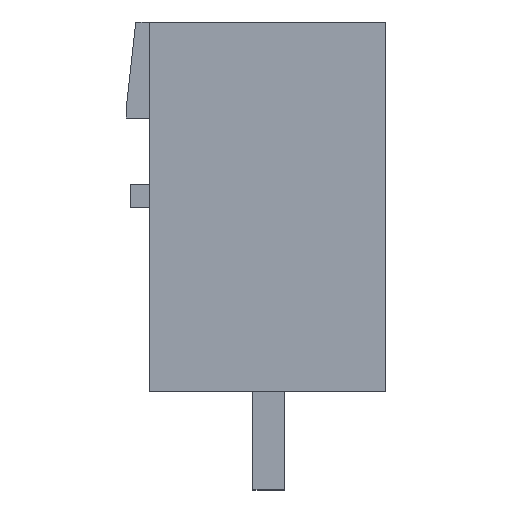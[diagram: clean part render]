
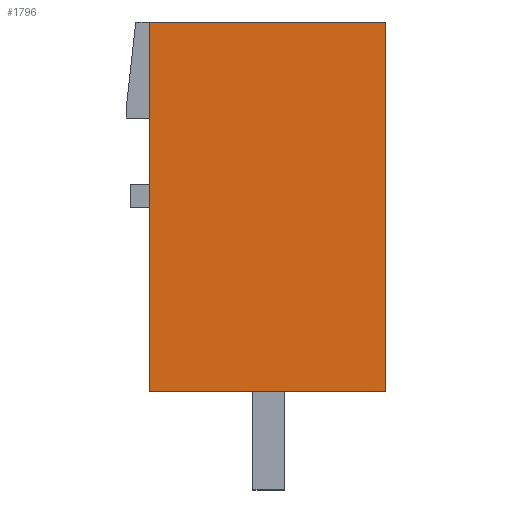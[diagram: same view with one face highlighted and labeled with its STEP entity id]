
A CAD part, left-side view. The second image highlights one B-rep face of the part: STEP entity #1796.
In plain terms, the highlighted planar face has unit normal (-1, 0, 0).
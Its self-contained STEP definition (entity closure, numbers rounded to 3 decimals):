
#1776=AXIS2_PLACEMENT_3D('Plane Axis2P3D',#1773,#1774,#1775) ;
#913=CARTESIAN_POINT('Vertex',(0.,0.,3.2)) ;
#916=CARTESIAN_POINT('Line Origine',(0.,3.84,3.2)) ;
#920=CARTESIAN_POINT('Vertex',(0.,7.68,3.2)) ;
#1357=CARTESIAN_POINT('Vertex',(0.,0.,15.2)) ;
#1360=CARTESIAN_POINT('Line Origine',(0.,0.,9.2)) ;
#1773=CARTESIAN_POINT('Axis2P3D Location',(0.,-1.5,3.2)) ;
#1778=CARTESIAN_POINT('Line Origine',(0.,7.68,9.2)) ;
#1782=CARTESIAN_POINT('Vertex',(0.,7.68,15.2)) ;
#1785=CARTESIAN_POINT('Line Origine',(0.,3.84,15.2)) ;
#917=DIRECTION('Vector Direction',(0.,-1.,0.)) ;
#1361=DIRECTION('Vector Direction',(0.,0.,-1.)) ;
#1774=DIRECTION('Axis2P3D Direction',(-1.,0.,0.)) ;
#1775=DIRECTION('Axis2P3D XDirection',(0.,0.,1.)) ;
#1779=DIRECTION('Vector Direction',(0.,0.,-1.)) ;
#1786=DIRECTION('Vector Direction',(0.,-1.,0.)) ;
#918=VECTOR('Line Direction',#917,1.) ;
#1362=VECTOR('Line Direction',#1361,1.) ;
#1780=VECTOR('Line Direction',#1779,1.) ;
#1787=VECTOR('Line Direction',#1786,1.) ;
#1791=ORIENTED_EDGE('',*,*,#1784,.T.) ;
#1792=ORIENTED_EDGE('',*,*,#922,.T.) ;
#1793=ORIENTED_EDGE('',*,*,#1364,.T.) ;
#1794=ORIENTED_EDGE('',*,*,#1789,.T.) ;
#1796=ADVANCED_FACE('HOUSING',(#1795),#1777,.T.) ;
#922=EDGE_CURVE('',#921,#914,#919,.T.) ;
#1364=EDGE_CURVE('',#914,#1358,#1363,.F.) ;
#1784=EDGE_CURVE('',#1783,#921,#1781,.T.) ;
#1789=EDGE_CURVE('',#1358,#1783,#1788,.F.) ;
#1790=EDGE_LOOP('',(#1791,#1792,#1793,#1794)) ;
#1795=FACE_OUTER_BOUND('',#1790,.T.) ;
#919=LINE('Line',#916,#918) ;
#1363=LINE('Line',#1360,#1362) ;
#1781=LINE('Line',#1778,#1780) ;
#1788=LINE('Line',#1785,#1787) ;
#1777=PLANE('',#1776) ;
#914=VERTEX_POINT('',#913) ;
#921=VERTEX_POINT('',#920) ;
#1358=VERTEX_POINT('',#1357) ;
#1783=VERTEX_POINT('',#1782) ;
